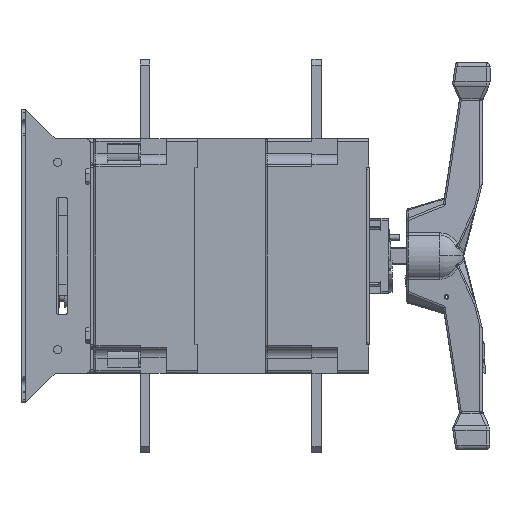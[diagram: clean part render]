
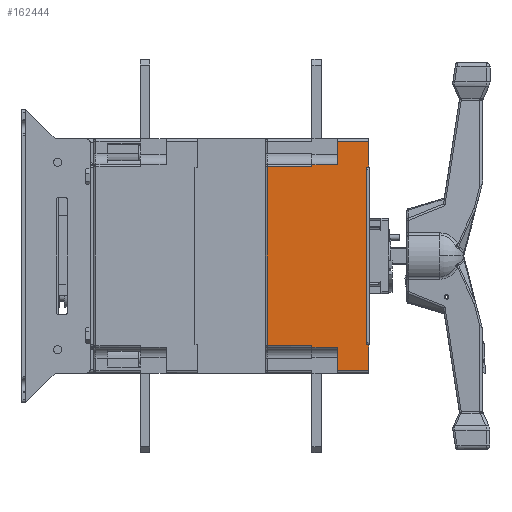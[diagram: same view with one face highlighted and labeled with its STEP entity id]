
A CAD part, left-side view. The second image highlights one B-rep face of the part: STEP entity #162444.
In plain terms, the highlighted planar face has unit normal (-1, 0, 0).
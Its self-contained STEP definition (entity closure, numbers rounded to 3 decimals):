
#57 = VERTEX_POINT ( 'NONE', #16092 ) ;
#1202 = CARTESIAN_POINT ( 'NONE',  ( -189., 24.5, -98. ) ) ;
#2109 = VECTOR ( 'NONE', #10440, 1000. ) ;
#2285 = EDGE_CURVE ( 'NONE', #11796, #27544, #10416, .T. ) ;
#3290 = EDGE_CURVE ( 'NONE', #103298, #7078, #83836, .T. ) ;
#3486 = VECTOR ( 'NONE', #128493, 1000. ) ;
#4477 = CARTESIAN_POINT ( 'NONE',  ( -189., 24.5, 78. ) ) ;
#7078 = VERTEX_POINT ( 'NONE', #103238 ) ;
#7358 = VERTEX_POINT ( 'NONE', #24428 ) ;
#8418 = EDGE_CURVE ( 'NONE', #34019, #11796, #166647, .T. ) ;
#8751 = LINE ( 'NONE', #89788, #2109 ) ;
#10416 = LINE ( 'NONE', #126905, #87720 ) ;
#10440 = DIRECTION ( 'NONE',  ( 0., 0., 1. ) ) ;
#10719 = ORIENTED_EDGE ( 'NONE', *, *, #3290, .T. ) ;
#10936 = VERTEX_POINT ( 'NONE', #64237 ) ;
#11796 = VERTEX_POINT ( 'NONE', #114542 ) ;
#12512 = EDGE_CURVE ( 'NONE', #169729, #7078, #82581, .T. ) ;
#14470 = CARTESIAN_POINT ( 'NONE',  ( -189., 84.5, 76.25 ) ) ;
#15152 = CARTESIAN_POINT ( 'NONE',  ( -189., 46.5, 98. ) ) ;
#15931 = EDGE_CURVE ( 'NONE', #75046, #57, #27069, .T. ) ;
#16092 = CARTESIAN_POINT ( 'NONE',  ( -189., 84.5, -76.25 ) ) ;
#17966 = EDGE_CURVE ( 'NONE', #99660, #41271, #168493, .T. ) ;
#22737 = DIRECTION ( 'NONE',  ( 0., -1., 0. ) ) ;
#23150 = EDGE_LOOP ( 'NONE', ( #67283, #42866, #55732, #37899, #157176, #120059, #42074, #158684, #49749, #31880, #26168, #77310, #72625, #84053, #10719, #76042 ) ) ;
#23441 = DIRECTION ( 'NONE',  ( 1., 0., 0. ) ) ;
#24428 = CARTESIAN_POINT ( 'NONE',  ( -189., 24.5, 98. ) ) ;
#26168 = ORIENTED_EDGE ( 'NONE', *, *, #36761, .F. ) ;
#26504 = CARTESIAN_POINT ( 'NONE',  ( -189., 24.5, 100. ) ) ;
#27069 = LINE ( 'NONE', #161553, #76079 ) ;
#27544 = VERTEX_POINT ( 'NONE', #120844 ) ;
#28136 = AXIS2_PLACEMENT_3D ( 'NONE', #40434, #23441, #159455 ) ;
#31317 = VERTEX_POINT ( 'NONE', #83218 ) ;
#31880 = ORIENTED_EDGE ( 'NONE', *, *, #17966, .T. ) ;
#34019 = VERTEX_POINT ( 'NONE', #1202 ) ;
#35547 = CARTESIAN_POINT ( 'NONE',  ( -189., 46.5, -98. ) ) ;
#36413 = FACE_OUTER_BOUND ( 'NONE', #23150, .T. ) ;
#36506 = DIRECTION ( 'NONE',  ( 0., 1., 0. ) ) ;
#36761 = EDGE_CURVE ( 'NONE', #10936, #41271, #114721, .T. ) ;
#37781 = VECTOR ( 'NONE', #91242, 1000. ) ;
#37899 = ORIENTED_EDGE ( 'NONE', *, *, #78780, .F. ) ;
#38530 = LINE ( 'NONE', #15152, #132575 ) ;
#40434 = CARTESIAN_POINT ( 'NONE',  ( -189., 86.5, -100. ) ) ;
#40889 = CARTESIAN_POINT ( 'NONE',  ( -189., 24.5, 78. ) ) ;
#41271 = VERTEX_POINT ( 'NONE', #86131 ) ;
#42074 = ORIENTED_EDGE ( 'NONE', *, *, #8418, .T. ) ;
#42137 = EDGE_CURVE ( 'NONE', #169729, #75046, #63223, .T. ) ;
#42866 = ORIENTED_EDGE ( 'NONE', *, *, #15931, .T. ) ;
#43383 = DIRECTION ( 'NONE',  ( 0., 0., -1. ) ) ;
#44453 = CARTESIAN_POINT ( 'NONE',  ( -189., -2., -76. ) ) ;
#44602 = EDGE_CURVE ( 'NONE', #116651, #31317, #84692, .T. ) ;
#49749 = ORIENTED_EDGE ( 'NONE', *, *, #165766, .T. ) ;
#50029 = CARTESIAN_POINT ( 'NONE',  ( -189., 46.5, -100. ) ) ;
#55732 = ORIENTED_EDGE ( 'NONE', *, *, #106904, .T. ) ;
#56840 = VECTOR ( 'NONE', #36506, 1000. ) ;
#57708 = VERTEX_POINT ( 'NONE', #139237 ) ;
#59859 = CARTESIAN_POINT ( 'NONE',  ( -189., 86.5, -76.25 ) ) ;
#63223 = LINE ( 'NONE', #154653, #56840 ) ;
#64237 = CARTESIAN_POINT ( 'NONE',  ( -189., -2., 76. ) ) ;
#65680 = DIRECTION ( 'NONE',  ( 0., -1., 0. ) ) ;
#66940 = DIRECTION ( 'NONE',  ( 0., 1., 0. ) ) ;
#67283 = ORIENTED_EDGE ( 'NONE', *, *, #42137, .T. ) ;
#72610 = DIRECTION ( 'NONE',  ( 0., 1., 0. ) ) ;
#72625 = ORIENTED_EDGE ( 'NONE', *, *, #100754, .T. ) ;
#73356 = VECTOR ( 'NONE', #123529, 1000. ) ;
#75046 = VERTEX_POINT ( 'NONE', #14470 ) ;
#76042 = ORIENTED_EDGE ( 'NONE', *, *, #12512, .F. ) ;
#76079 = VECTOR ( 'NONE', #43383, 1000. ) ;
#77310 = ORIENTED_EDGE ( 'NONE', *, *, #99891, .F. ) ;
#78485 = LINE ( 'NONE', #50029, #87226 ) ;
#78780 = EDGE_CURVE ( 'NONE', #31317, #155969, #78485, .T. ) ;
#81662 = LINE ( 'NONE', #26504, #37781 ) ;
#82581 = LINE ( 'NONE', #95525, #98470 ) ;
#83218 = CARTESIAN_POINT ( 'NONE',  ( -189., 46.5, -78. ) ) ;
#83836 = LINE ( 'NONE', #4477, #120566 ) ;
#84053 = ORIENTED_EDGE ( 'NONE', *, *, #156227, .T. ) ;
#84692 = LINE ( 'NONE', #88117, #73356 ) ;
#86131 = CARTESIAN_POINT ( 'NONE',  ( -189., 0., 76. ) ) ;
#87226 = VECTOR ( 'NONE', #114779, 1000. ) ;
#87720 = VECTOR ( 'NONE', #166561, 1000. ) ;
#88117 = CARTESIAN_POINT ( 'NONE',  ( -189., 24.5, -78. ) ) ;
#89788 = CARTESIAN_POINT ( 'NONE',  ( -189., 24.5, -100. ) ) ;
#89965 = CARTESIAN_POINT ( 'NONE',  ( -189., 24.5, -78. ) ) ;
#90047 = DIRECTION ( 'NONE',  ( 0., 0., -1. ) ) ;
#91242 = DIRECTION ( 'NONE',  ( 0., 0., -1. ) ) ;
#92289 = VECTOR ( 'NONE', #22737, 1000. ) ;
#94500 = CARTESIAN_POINT ( 'NONE',  ( -189., 0., -76. ) ) ;
#95404 = LINE ( 'NONE', #44453, #149624 ) ;
#95525 = CARTESIAN_POINT ( 'NONE',  ( -189., 46.5, -100. ) ) ;
#98470 = VECTOR ( 'NONE', #135196, 1000. ) ;
#99660 = VERTEX_POINT ( 'NONE', #94500 ) ;
#99891 = EDGE_CURVE ( 'NONE', #57708, #10936, #158140, .T. ) ;
#100754 = EDGE_CURVE ( 'NONE', #57708, #7358, #38530, .T. ) ;
#100991 = VECTOR ( 'NONE', #65680, 1000. ) ;
#102951 = DIRECTION ( 'NONE',  ( 0., 0., 1. ) ) ;
#103238 = CARTESIAN_POINT ( 'NONE',  ( -189., 46.5, 78. ) ) ;
#103298 = VERTEX_POINT ( 'NONE', #40889 ) ;
#106904 = EDGE_CURVE ( 'NONE', #57, #155969, #124585, .T. ) ;
#112831 = CARTESIAN_POINT ( 'NONE',  ( -189., 46.5, 76.25 ) ) ;
#114542 = CARTESIAN_POINT ( 'NONE',  ( -189., -2., -98. ) ) ;
#114721 = LINE ( 'NONE', #117265, #3486 ) ;
#114779 = DIRECTION ( 'NONE',  ( 0., 0., 1. ) ) ;
#116651 = VERTEX_POINT ( 'NONE', #89965 ) ;
#117265 = CARTESIAN_POINT ( 'NONE',  ( -189., -2., 76. ) ) ;
#120059 = ORIENTED_EDGE ( 'NONE', *, *, #128094, .F. ) ;
#120566 = VECTOR ( 'NONE', #72610, 1000. ) ;
#120844 = CARTESIAN_POINT ( 'NONE',  ( -189., -2., -76. ) ) ;
#121376 = VECTOR ( 'NONE', #90047, 1000. ) ;
#121541 = CARTESIAN_POINT ( 'NONE',  ( -189., 46.5, -76.25 ) ) ;
#123529 = DIRECTION ( 'NONE',  ( 0., 1., 0. ) ) ;
#124585 = LINE ( 'NONE', #59859, #92289 ) ;
#126905 = CARTESIAN_POINT ( 'NONE',  ( -189., -2., -100. ) ) ;
#128094 = EDGE_CURVE ( 'NONE', #34019, #116651, #8751, .T. ) ;
#128493 = DIRECTION ( 'NONE',  ( 0., 1., 0. ) ) ;
#132575 = VECTOR ( 'NONE', #66940, 1000. ) ;
#135196 = DIRECTION ( 'NONE',  ( 0., 0., 1. ) ) ;
#139237 = CARTESIAN_POINT ( 'NONE',  ( -189., -2., 98. ) ) ;
#141307 = VECTOR ( 'NONE', #102951, 1000. ) ;
#144296 = CARTESIAN_POINT ( 'NONE',  ( -189., 0., -100. ) ) ;
#148832 = DIRECTION ( 'NONE',  ( 0., 1., 0. ) ) ;
#149624 = VECTOR ( 'NONE', #148832, 1000. ) ;
#154562 = PLANE ( 'NONE',  #28136 ) ;
#154653 = CARTESIAN_POINT ( 'NONE',  ( -189., 86.5, 76.25 ) ) ;
#155969 = VERTEX_POINT ( 'NONE', #121541 ) ;
#156227 = EDGE_CURVE ( 'NONE', #7358, #103298, #81662, .T. ) ;
#156451 = CARTESIAN_POINT ( 'NONE',  ( -189., -2., 100. ) ) ;
#157176 = ORIENTED_EDGE ( 'NONE', *, *, #44602, .F. ) ;
#158140 = LINE ( 'NONE', #156451, #121376 ) ;
#158684 = ORIENTED_EDGE ( 'NONE', *, *, #2285, .T. ) ;
#159455 = DIRECTION ( 'NONE',  ( 0., 1., 0. ) ) ;
#161553 = CARTESIAN_POINT ( 'NONE',  ( -189., 84.5, -76.25 ) ) ;
#162444 = ADVANCED_FACE ( 'NONE', ( #36413 ), #154562, .F. ) ;
#165766 = EDGE_CURVE ( 'NONE', #27544, #99660, #95404, .T. ) ;
#166561 = DIRECTION ( 'NONE',  ( 0., 0., 1. ) ) ;
#166647 = LINE ( 'NONE', #35547, #100991 ) ;
#168493 = LINE ( 'NONE', #144296, #141307 ) ;
#169729 = VERTEX_POINT ( 'NONE', #112831 ) ;
